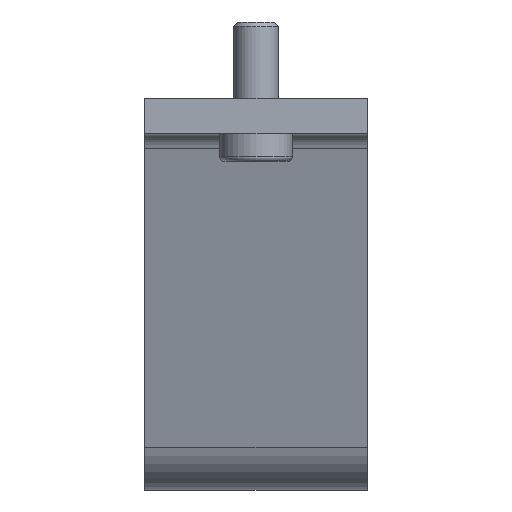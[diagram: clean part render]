
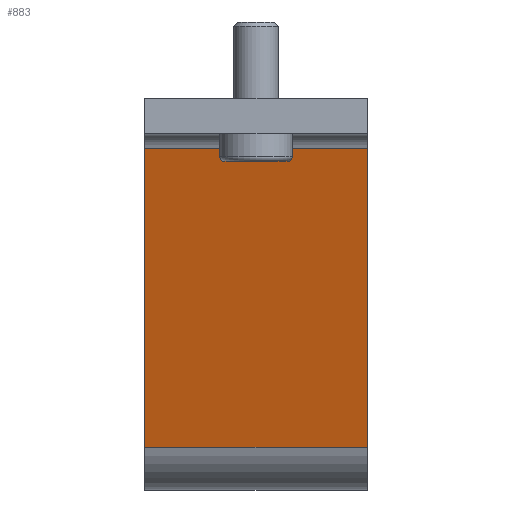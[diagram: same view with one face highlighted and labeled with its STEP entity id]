
A CAD part, left-side view. The second image highlights one B-rep face of the part: STEP entity #883.
In plain terms, the highlighted face is planar.
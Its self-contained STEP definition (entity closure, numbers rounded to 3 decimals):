
#107=FACE_OUTER_BOUND('',#163,.T.);
#163=EDGE_LOOP('',(#700,#701,#702,#703));
#222=LINE('',#1349,#310);
#237=LINE('',#1395,#325);
#241=LINE('',#1408,#329);
#242=LINE('',#1410,#330);
#310=VECTOR('',#1070,1.);
#325=VECTOR('',#1119,1.);
#329=VECTOR('',#1137,1.);
#330=VECTOR('',#1140,1.);
#400=VERTEX_POINT('',#1346);
#401=VERTEX_POINT('',#1348);
#414=VERTEX_POINT('',#1392);
#415=VERTEX_POINT('',#1394);
#489=EDGE_CURVE('',#400,#401,#222,.F.);
#512=EDGE_CURVE('',#414,#415,#237,.F.);
#519=EDGE_CURVE('',#415,#400,#241,.T.);
#520=EDGE_CURVE('',#414,#401,#242,.T.);
#700=ORIENTED_EDGE('',*,*,#489,.F.);
#701=ORIENTED_EDGE('',*,*,#519,.F.);
#702=ORIENTED_EDGE('',*,*,#512,.F.);
#703=ORIENTED_EDGE('',*,*,#520,.T.);
#840=PLANE('',#960);
#883=ADVANCED_FACE('',(#107),#840,.F.);
#960=AXIS2_PLACEMENT_3D('',#1409,#1138,#1139);
#1070=DIRECTION('',(0.259,0.966,0.));
#1119=DIRECTION('',(-0.259,-0.966,0.));
#1137=DIRECTION('',(0.,0.,-1.));
#1138=DIRECTION('center_axis',(-0.966,0.259,0.));
#1139=DIRECTION('ref_axis',(0.259,0.966,0.));
#1140=DIRECTION('',(0.,0.,-1.));
#1346=CARTESIAN_POINT('',(218.796,-9.055,-20.));
#1348=CARTESIAN_POINT('',(204.428,-62.679,-20.));
#1349=CARTESIAN_POINT('',(211.071,-37.888,-20.));
#1392=CARTESIAN_POINT('',(204.428,-62.679,20.));
#1394=CARTESIAN_POINT('',(218.796,-9.055,20.));
#1395=CARTESIAN_POINT('',(211.071,-37.888,20.));
#1408=CARTESIAN_POINT('',(218.796,-9.055,20.));
#1409=CARTESIAN_POINT('Origin',(218.796,-9.055,20.));
#1410=CARTESIAN_POINT('',(204.428,-62.679,20.));
